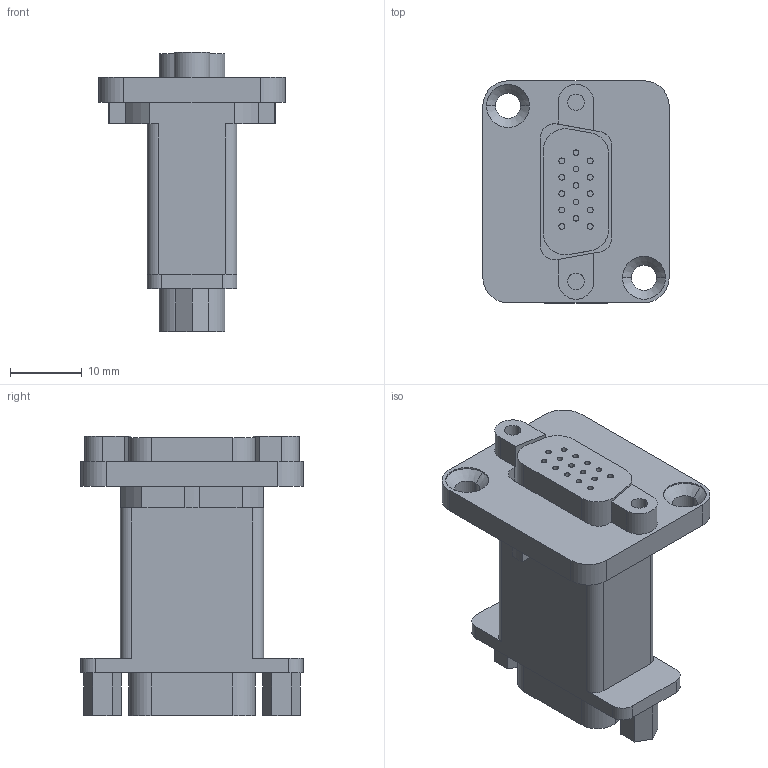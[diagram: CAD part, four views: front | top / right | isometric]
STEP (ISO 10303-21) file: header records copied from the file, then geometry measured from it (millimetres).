
FILE_DESCRIPTION((''),'2;1');
FILE_NAME('D-NADB15FF','2017-03-28T',('phk'),(''),'CREO PARAMETRIC BY PTC INC, 2016260','CREO PARAMETRIC BY PTC INC, 2016260','');
FILE_SCHEMA(('CONFIG_CONTROL_DESIGN'));
Length unit declared in the file: millimetre
Products named in the file (1): D-NADB15FF
Bounding box: 26 x 31 x 39 mm (x, y, z)
Volume: 11294.6 mm3; surface area: 5640.7 mm2
Topology: 1 solids, 1 shells, 206 faces, 484 edges, 320 vertices
Faces by surface type: cylinder 108, plane 94, cone 4
Entity records: 6026 total; most frequent: DIRECTION 1112, CARTESIAN_POINT 1010, ORIENTED_EDGE 968, EDGE_CURVE 484, AXIS2_PLACEMENT_3D 422, VERTEX_POINT 320, VECTOR 268, LINE 268
